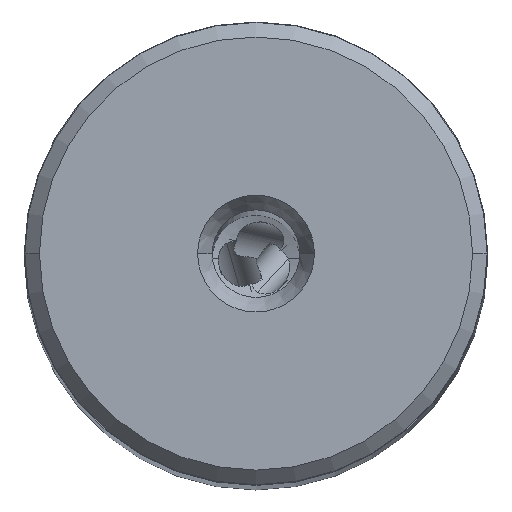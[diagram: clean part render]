
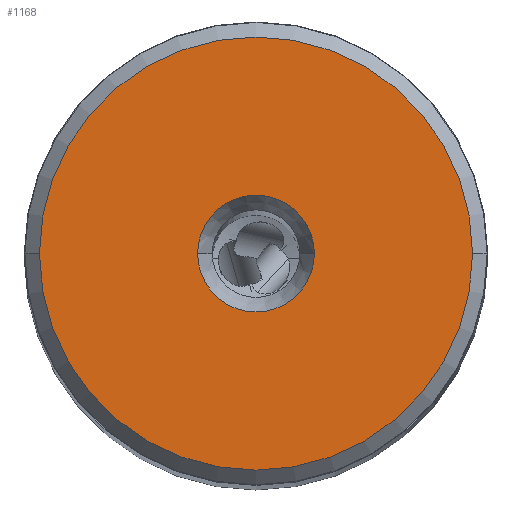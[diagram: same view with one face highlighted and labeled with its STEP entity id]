
A CAD part, top view. The second image highlights one B-rep face of the part: STEP entity #1168.
In plain terms, the highlighted planar face has unit normal (0, 0, 1).
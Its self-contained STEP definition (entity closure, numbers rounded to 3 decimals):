
#1168=ADVANCED_FACE('',(#1491,#1492),#1431,.T.);
#1431=PLANE('',#5253);
#1491=FACE_BOUND('',#1519,.T.);
#1492=FACE_BOUND('',#1520,.T.);
#1519=EDGE_LOOP('',(#1796,#1797));
#1520=EDGE_LOOP('',(#1798,#1799));
#1796=ORIENTED_EDGE('',*,*,#3907,.F.);
#1797=ORIENTED_EDGE('',*,*,#3908,.F.);
#1798=ORIENTED_EDGE('',*,*,#3909,.F.);
#1799=ORIENTED_EDGE('',*,*,#3910,.F.);
#3372=VERTEX_POINT('',#7351);
#3373=VERTEX_POINT('',#7352);
#3374=VERTEX_POINT('',#7355);
#3375=VERTEX_POINT('',#7356);
#3907=EDGE_CURVE('',#3372,#3373,#4695,.T.);
#3908=EDGE_CURVE('',#3373,#3372,#4696,.T.);
#3909=EDGE_CURVE('',#3374,#3375,#4697,.T.);
#3910=EDGE_CURVE('',#3375,#3374,#4698,.T.);
#4695=CIRCLE('',#5249,14.836);
#4696=CIRCLE('',#5250,14.836);
#4697=CIRCLE('',#5251,4.);
#4698=CIRCLE('',#5252,4.);
#5249=AXIS2_PLACEMENT_3D('',#7350,#5908,#5909);
#5250=AXIS2_PLACEMENT_3D('',#7353,#5910,#5911);
#5251=AXIS2_PLACEMENT_3D('',#7354,#5912,#5913);
#5252=AXIS2_PLACEMENT_3D('',#7357,#5914,#5915);
#5253=AXIS2_PLACEMENT_3D('',#7358,#5916,#5917);
#5908=DIRECTION('',(0.,0.,-1.));
#5909=DIRECTION('',(-1.,0.,0.));
#5910=DIRECTION('',(0.,0.,-1.));
#5911=DIRECTION('',(1.,0.,0.));
#5912=DIRECTION('',(0.,0.,1.));
#5913=DIRECTION('',(-1.,0.,0.));
#5914=DIRECTION('',(0.,0.,1.));
#5915=DIRECTION('',(1.,0.,0.));
#5916=DIRECTION('',(0.,0.,1.));
#5917=DIRECTION('',(1.,0.,0.));
#7350=CARTESIAN_POINT('',(0.,0.,0.));
#7351=CARTESIAN_POINT('',(-14.836,0.,0.));
#7352=CARTESIAN_POINT('',(14.836,0.,0.));
#7353=CARTESIAN_POINT('',(0.,0.,0.));
#7354=CARTESIAN_POINT('',(0.,0.,0.));
#7355=CARTESIAN_POINT('',(-4.,0.,0.));
#7356=CARTESIAN_POINT('',(4.,0.,0.));
#7357=CARTESIAN_POINT('',(0.,0.,0.));
#7358=CARTESIAN_POINT('',(0.,0.,0.));
